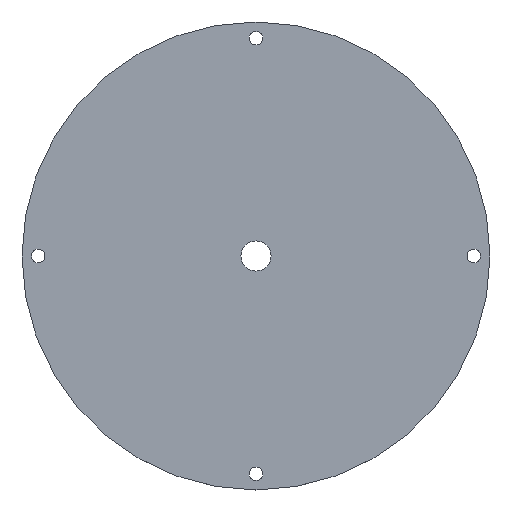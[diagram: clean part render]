
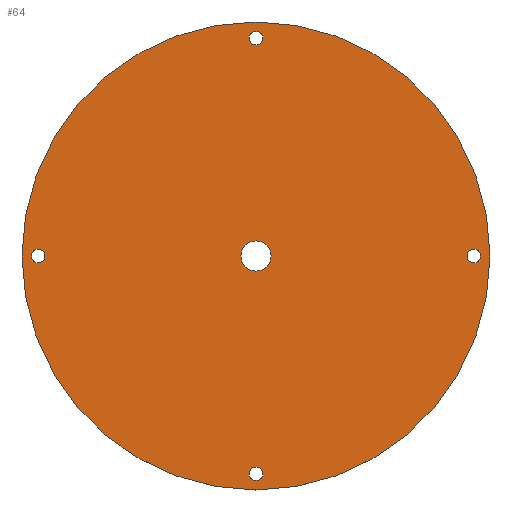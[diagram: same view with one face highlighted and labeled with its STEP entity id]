
A CAD part, top view. The second image highlights one B-rep face of the part: STEP entity #64.
In plain terms, the highlighted planar face has unit normal (0, 0, 1).
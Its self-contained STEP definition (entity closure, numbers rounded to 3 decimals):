
#6 = DIRECTION ( 'NONE',  ( 0., 0., 1. ) ) ;
#7 = VERTEX_POINT ( 'NONE', #194 ) ;
#15 = ORIENTED_EDGE ( 'NONE', *, *, #246, .F. ) ;
#17 = CARTESIAN_POINT ( 'NONE',  ( 74.821, 0.518, 2. ) ) ;
#21 = AXIS2_PLACEMENT_3D ( 'NONE', #205, #158, #90 ) ;
#28 = DIRECTION ( 'NONE',  ( 0., 0., 1. ) ) ;
#32 = CARTESIAN_POINT ( 'NONE',  ( 0.071, 0.518, 2. ) ) ;
#36 = VERTEX_POINT ( 'NONE', #17 ) ;
#37 = AXIS2_PLACEMENT_3D ( 'NONE', #191, #28, #260 ) ;
#48 = FACE_BOUND ( 'NONE', #72, .T. ) ;
#49 = EDGE_LOOP ( 'NONE', ( #15 ) ) ;
#54 = CARTESIAN_POINT ( 'NONE',  ( 72.571, 0.518, 2. ) ) ;
#55 = DIRECTION ( 'NONE',  ( 1., 0., 0. ) ) ;
#59 = VERTEX_POINT ( 'NONE', #86 ) ;
#64 = ADVANCED_FACE ( 'NONE', ( #110, #183, #156, #48, #204, #280 ), #207, .T. ) ;
#72 = EDGE_LOOP ( 'NONE', ( #298 ) ) ;
#80 = VERTEX_POINT ( 'NONE', #213 ) ;
#82 = DIRECTION ( 'NONE',  ( 0., 0., 1. ) ) ;
#86 = CARTESIAN_POINT ( 'NONE',  ( 2.321, -71.982, 2. ) ) ;
#88 = ORIENTED_EDGE ( 'NONE', *, *, #256, .F. ) ;
#90 = DIRECTION ( 'NONE',  ( 1., 0., 0. ) ) ;
#91 = CIRCLE ( 'NONE', #37, 2.25 ) ;
#94 = CARTESIAN_POINT ( 'NONE',  ( -72.429, 0.518, 2. ) ) ;
#99 = DIRECTION ( 'NONE',  ( 0., 0., 1. ) ) ;
#103 = AXIS2_PLACEMENT_3D ( 'NONE', #238, #6, #209 ) ;
#105 = ORIENTED_EDGE ( 'NONE', *, *, #193, .T. ) ;
#110 = FACE_BOUND ( 'NONE', #127, .T. ) ;
#117 = CARTESIAN_POINT ( 'NONE',  ( 0.071, 0.518, 2. ) ) ;
#118 = CIRCLE ( 'NONE', #167, 2.25 ) ;
#119 = CARTESIAN_POINT ( 'NONE',  ( 2.321, 73.018, 2. ) ) ;
#120 = DIRECTION ( 'NONE',  ( 1., 0., 0. ) ) ;
#126 = CARTESIAN_POINT ( 'NONE',  ( -70.179, 0.518, 2. ) ) ;
#127 = EDGE_LOOP ( 'NONE', ( #88 ) ) ;
#128 = AXIS2_PLACEMENT_3D ( 'NONE', #94, #99, #120 ) ;
#135 = EDGE_LOOP ( 'NONE', ( #105 ) ) ;
#141 = VERTEX_POINT ( 'NONE', #119 ) ;
#143 = DIRECTION ( 'NONE',  ( 1., 0., 0. ) ) ;
#156 = FACE_OUTER_BOUND ( 'NONE', #135, .T. ) ;
#158 = DIRECTION ( 'NONE',  ( 0., 0., 1. ) ) ;
#165 = DIRECTION ( 'NONE',  ( 1., 0., 0. ) ) ;
#167 = AXIS2_PLACEMENT_3D ( 'NONE', #54, #82, #55 ) ;
#175 = VERTEX_POINT ( 'NONE', #126 ) ;
#183 = FACE_BOUND ( 'NONE', #228, .T. ) ;
#187 = EDGE_LOOP ( 'NONE', ( #294 ) ) ;
#189 = CIRCLE ( 'NONE', #264, 77.9 ) ;
#190 = EDGE_CURVE ( 'NONE', #141, #141, #297, .T. ) ;
#191 = CARTESIAN_POINT ( 'NONE',  ( 0.071, -71.982, 2. ) ) ;
#193 = EDGE_CURVE ( 'NONE', #80, #80, #189, .T. ) ;
#194 = CARTESIAN_POINT ( 'NONE',  ( 5.071, 0.518, 2. ) ) ;
#202 = EDGE_CURVE ( 'NONE', #7, #7, #259, .T. ) ;
#204 = FACE_BOUND ( 'NONE', #49, .T. ) ;
#205 = CARTESIAN_POINT ( 'NONE',  ( 0.071, 0.518, 2. ) ) ;
#207 = PLANE ( 'NONE',  #21 ) ;
#209 = DIRECTION ( 'NONE',  ( 1., 0., 0. ) ) ;
#213 = CARTESIAN_POINT ( 'NONE',  ( 77.971, 0.518, 2. ) ) ;
#224 = CIRCLE ( 'NONE', #128, 2.25 ) ;
#228 = EDGE_LOOP ( 'NONE', ( #269 ) ) ;
#238 = CARTESIAN_POINT ( 'NONE',  ( 0.071, 73.018, 2. ) ) ;
#239 = DIRECTION ( 'NONE',  ( 0., 0., 1. ) ) ;
#242 = DIRECTION ( 'NONE',  ( 0., 0., 1. ) ) ;
#246 = EDGE_CURVE ( 'NONE', #59, #59, #91, .T. ) ;
#256 = EDGE_CURVE ( 'NONE', #175, #175, #224, .T. ) ;
#259 = CIRCLE ( 'NONE', #282, 5. ) ;
#260 = DIRECTION ( 'NONE',  ( 1., 0., 0. ) ) ;
#264 = AXIS2_PLACEMENT_3D ( 'NONE', #117, #242, #165 ) ;
#269 = ORIENTED_EDGE ( 'NONE', *, *, #302, .F. ) ;
#280 = FACE_BOUND ( 'NONE', #187, .T. ) ;
#282 = AXIS2_PLACEMENT_3D ( 'NONE', #32, #239, #143 ) ;
#294 = ORIENTED_EDGE ( 'NONE', *, *, #202, .F. ) ;
#297 = CIRCLE ( 'NONE', #103, 2.25 ) ;
#298 = ORIENTED_EDGE ( 'NONE', *, *, #190, .F. ) ;
#302 = EDGE_CURVE ( 'NONE', #36, #36, #118, .T. ) ;
